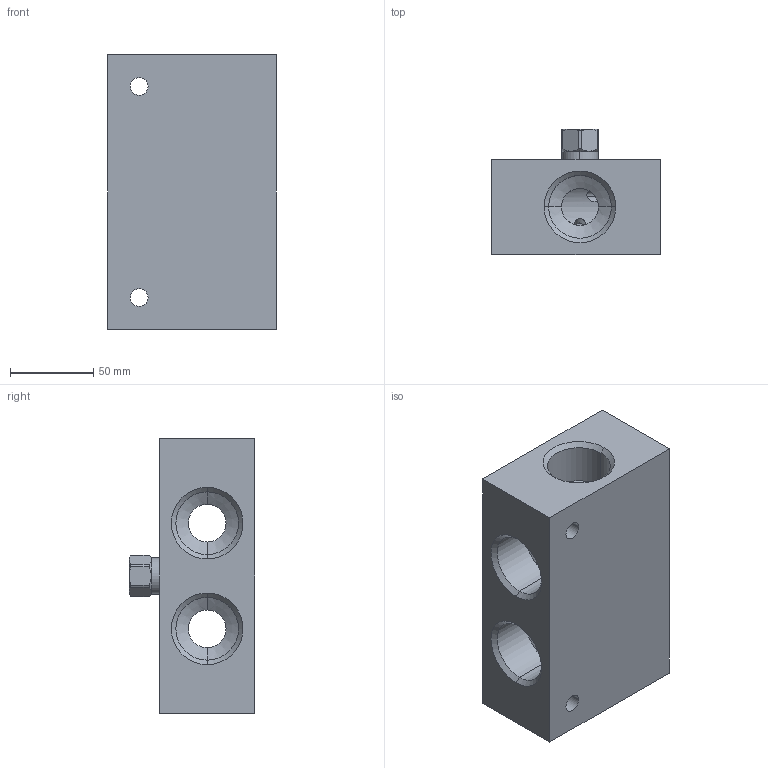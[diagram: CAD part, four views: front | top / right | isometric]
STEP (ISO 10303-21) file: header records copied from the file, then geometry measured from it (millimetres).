
FILE_DESCRIPTION((''),'2;1');
FILE_NAME('YKF_ASM','2023-10-18T',('ProEService'),(''),'PRO/ENGINEER BY PARAMETRIC TECHNOLOGY CORPORATION, 2014200','PRO/ENGINEER BY PARAMETRIC TECHNOLOGY CORPORATION, 2014200','');
FILE_SCHEMA(('CONFIG_CONTROL_DESIGN'));
Length unit declared in the file: inch
Products named in the file (3): 150-653-003; CSAAEXN; YKF_ASM
Assembly tree (2 placements, depth 2):
  YKF_ASM
    150-653-003
    CSAAEXN
Bounding box: 101.6 x 75.41 x 165.1 mm (x, y, z)
Volume: 669733.2 mm3; surface area: 103412.1 mm2
Topology: 3 solids, 5 shells, 293 faces, 883 edges, 711 vertices
Faces by surface type: cylinder 122, cone 89, plane 42, torus 34, revolution 6
Entity records: 11278 total; most frequent: CARTESIAN_POINT 3271, DIRECTION 1779, ORIENTED_EDGE 1328, AXIS2_PLACEMENT_3D 664, EDGE_CURVE 664, VECTOR 445, LINE 445, VERTEX_POINT 397
